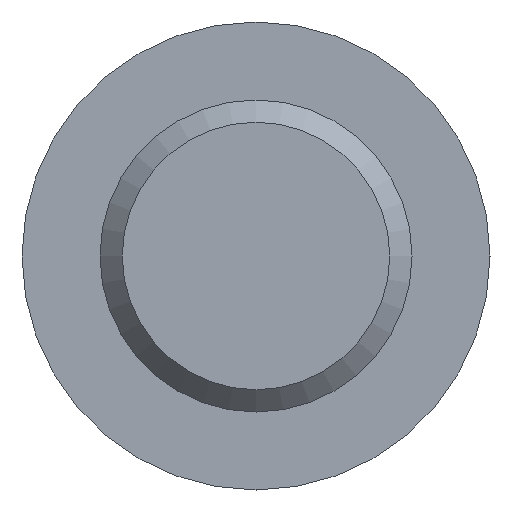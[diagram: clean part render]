
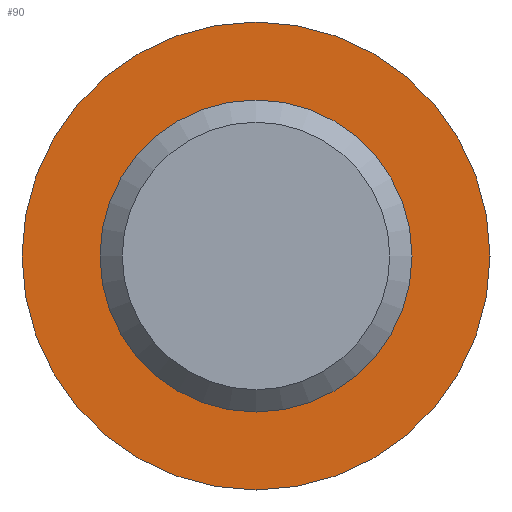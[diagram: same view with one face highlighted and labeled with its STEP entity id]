
A CAD part, front view. The second image highlights one B-rep face of the part: STEP entity #90.
In plain terms, the highlighted planar face has unit normal (0, -1, 0).
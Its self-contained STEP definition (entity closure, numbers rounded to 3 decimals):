
#46 = DIRECTION ( 'NONE',  ( 0., 0., -1. ) ) ;
#57 = DIRECTION ( 'NONE',  ( 0., -1., 0. ) ) ;
#90 = ADVANCED_FACE ( 'NONE', ( #421, #331 ), #510, .F. ) ;
#111 = EDGE_LOOP ( 'NONE', ( #508 ) ) ;
#123 = EDGE_CURVE ( 'NONE', #149, #149, #440, .T. ) ;
#139 = AXIS2_PLACEMENT_3D ( 'NONE', #307, #57, #262 ) ;
#149 = VERTEX_POINT ( 'NONE', #400 ) ;
#168 = DIRECTION ( 'NONE',  ( 0., 0., 1. ) ) ;
#172 = CARTESIAN_POINT ( 'NONE',  ( 0., 100., 0. ) ) ;
#195 = EDGE_CURVE ( 'NONE', #321, #321, #372, .T. ) ;
#239 = ORIENTED_EDGE ( 'NONE', *, *, #123, .F. ) ;
#253 = DIRECTION ( 'NONE',  ( 0., 1., 0. ) ) ;
#262 = DIRECTION ( 'NONE',  ( 0., 0., -1. ) ) ;
#302 = DIRECTION ( 'NONE',  ( 0., -1., 0. ) ) ;
#307 = CARTESIAN_POINT ( 'NONE',  ( 0., 100., 0. ) ) ;
#321 = VERTEX_POINT ( 'NONE', #489 ) ;
#331 = FACE_OUTER_BOUND ( 'NONE', #111, .T. ) ;
#372 = CIRCLE ( 'NONE', #139, 10.5 ) ;
#393 = AXIS2_PLACEMENT_3D ( 'NONE', #457, #253, #168 ) ;
#400 = CARTESIAN_POINT ( 'NONE',  ( 0., 100., -7. ) ) ;
#416 = EDGE_LOOP ( 'NONE', ( #239 ) ) ;
#421 = FACE_BOUND ( 'NONE', #416, .T. ) ;
#440 = CIRCLE ( 'NONE', #476, 7. ) ;
#457 = CARTESIAN_POINT ( 'NONE',  ( -7., 100., 0. ) ) ;
#476 = AXIS2_PLACEMENT_3D ( 'NONE', #172, #302, #46 ) ;
#489 = CARTESIAN_POINT ( 'NONE',  ( 0., 100., -10.5 ) ) ;
#508 = ORIENTED_EDGE ( 'NONE', *, *, #195, .T. ) ;
#510 = PLANE ( 'NONE',  #393 ) ;
